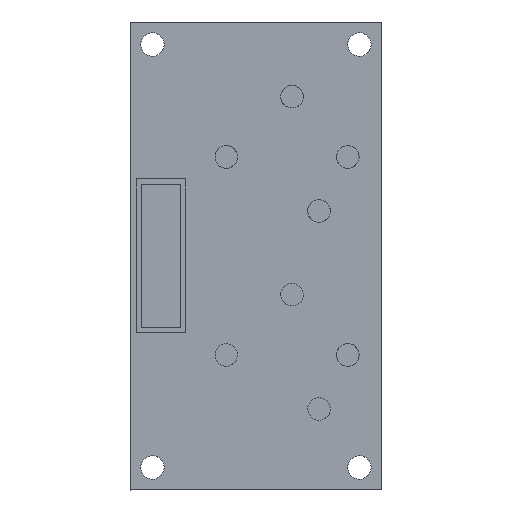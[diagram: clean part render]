
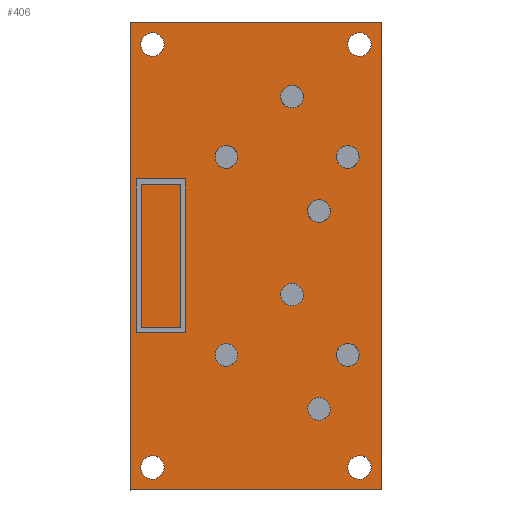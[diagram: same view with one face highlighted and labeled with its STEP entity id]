
A CAD part, top view. The second image highlights one B-rep face of the part: STEP entity #406.
In plain terms, the highlighted planar face has unit normal (0, 0, 1).
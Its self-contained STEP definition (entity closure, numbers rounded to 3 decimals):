
#30=(
BOUNDED_CURVE()
B_SPLINE_CURVE(2,(#1507,#1508,#1509,#1510,#1511,#1512,#1513,#1514,#1515),
 .UNSPECIFIED.,.T.,.F.)
B_SPLINE_CURVE_WITH_KNOTS((3,2,2,2,3),(0.,0.002,0.004,
0.006,0.008),.UNSPECIFIED.)
CURVE()
GEOMETRIC_REPRESENTATION_ITEM()
RATIONAL_B_SPLINE_CURVE((1.,0.707,1.,0.707,1.,0.707,
1.,0.707,1.))
REPRESENTATION_ITEM('')
);
#32=(
BOUNDED_CURVE()
B_SPLINE_CURVE(2,(#1527,#1528,#1529,#1530,#1531,#1532,#1533,#1534,#1535),
 .UNSPECIFIED.,.T.,.F.)
B_SPLINE_CURVE_WITH_KNOTS((3,2,2,2,3),(0.,0.002,0.004,
0.006,0.008),.UNSPECIFIED.)
CURVE()
GEOMETRIC_REPRESENTATION_ITEM()
RATIONAL_B_SPLINE_CURVE((1.,0.707,1.,0.707,1.,0.707,
1.,0.707,1.))
REPRESENTATION_ITEM('')
);
#34=(
BOUNDED_CURVE()
B_SPLINE_CURVE(2,(#1547,#1548,#1549,#1550,#1551,#1552,#1553,#1554,#1555),
 .UNSPECIFIED.,.T.,.F.)
B_SPLINE_CURVE_WITH_KNOTS((3,2,2,2,3),(0.,0.002,0.004,
0.006,0.008),.UNSPECIFIED.)
CURVE()
GEOMETRIC_REPRESENTATION_ITEM()
RATIONAL_B_SPLINE_CURVE((1.,0.707,1.,0.707,1.,0.707,
1.,0.707,1.))
REPRESENTATION_ITEM('')
);
#36=(
BOUNDED_CURVE()
B_SPLINE_CURVE(2,(#1567,#1568,#1569,#1570,#1571,#1572,#1573,#1574,#1575),
 .UNSPECIFIED.,.T.,.F.)
B_SPLINE_CURVE_WITH_KNOTS((3,2,2,2,3),(0.,0.002,0.004,
0.006,0.008),.UNSPECIFIED.)
CURVE()
GEOMETRIC_REPRESENTATION_ITEM()
RATIONAL_B_SPLINE_CURVE((1.,0.707,1.,0.707,1.,0.707,
1.,0.707,1.))
REPRESENTATION_ITEM('')
);
#91=FACE_BOUND('',#526,.T.);
#92=FACE_BOUND('',#527,.T.);
#93=FACE_BOUND('',#528,.T.);
#94=FACE_BOUND('',#529,.T.);
#406=ADVANCED_FACE('',(#463,#91,#92,#93,#94),#958,.T.);
#463=FACE_OUTER_BOUND('',#525,.T.);
#525=EDGE_LOOP('',(#656,#657,#658,#659));
#526=EDGE_LOOP('',(#660));
#527=EDGE_LOOP('',(#661));
#528=EDGE_LOOP('',(#662));
#529=EDGE_LOOP('',(#663));
#656=ORIENTED_EDGE('',*,*,#780,.F.);
#657=ORIENTED_EDGE('',*,*,#781,.F.);
#658=ORIENTED_EDGE('',*,*,#782,.F.);
#659=ORIENTED_EDGE('',*,*,#783,.F.);
#660=ORIENTED_EDGE('',*,*,#798,.F.);
#661=ORIENTED_EDGE('',*,*,#789,.F.);
#662=ORIENTED_EDGE('',*,*,#792,.F.);
#663=ORIENTED_EDGE('',*,*,#795,.F.);
#780=EDGE_CURVE('',#916,#917,#852,.T.);
#781=EDGE_CURVE('',#918,#916,#853,.T.);
#782=EDGE_CURVE('',#919,#918,#854,.T.);
#783=EDGE_CURVE('',#917,#919,#855,.T.);
#789=EDGE_CURVE('',#913,#913,#30,.T.);
#792=EDGE_CURVE('',#914,#914,#32,.T.);
#795=EDGE_CURVE('',#915,#915,#34,.T.);
#798=EDGE_CURVE('',#912,#912,#36,.T.);
#852=B_SPLINE_CURVE_WITH_KNOTS('',1,(#1482,#1483),.UNSPECIFIED.,.F.,.F.,
(2,2),(-0.028,0.),.UNSPECIFIED.);
#853=B_SPLINE_CURVE_WITH_KNOTS('',1,(#1484,#1485),.UNSPECIFIED.,.F.,.F.,
(2,2),(-0.052,0.),.UNSPECIFIED.);
#854=B_SPLINE_CURVE_WITH_KNOTS('',1,(#1486,#1487),.UNSPECIFIED.,.F.,.F.,
(2,2),(-0.028,0.),.UNSPECIFIED.);
#855=B_SPLINE_CURVE_WITH_KNOTS('',1,(#1488,#1489),.UNSPECIFIED.,.F.,.F.,
(2,2),(-0.052,0.),.UNSPECIFIED.);
#912=VERTEX_POINT('',#1466);
#913=VERTEX_POINT('',#1467);
#914=VERTEX_POINT('',#1468);
#915=VERTEX_POINT('',#1469);
#916=VERTEX_POINT('',#1470);
#917=VERTEX_POINT('',#1471);
#918=VERTEX_POINT('',#1472);
#919=VERTEX_POINT('',#1473);
#958=PLANE('',#1093);
#1093=AXIS2_PLACEMENT_3D('',#1449,#1151,$);
#1151=DIRECTION('',(0.,0.,1.));
#1449=CARTESIAN_POINT('',(569.43,559.768,-26.65));
#1466=CARTESIAN_POINT('',(-58.93,-49.292,-26.65));
#1467=CARTESIAN_POINT('',(-35.93,-49.292,-26.65));
#1468=CARTESIAN_POINT('',(-35.93,-96.292,-26.65));
#1469=CARTESIAN_POINT('',(-58.93,-96.292,-26.65));
#1470=CARTESIAN_POINT('',(-33.43,-97.492,-26.65));
#1471=CARTESIAN_POINT('',(-61.43,-97.492,-26.65));
#1472=CARTESIAN_POINT('',(-33.43,-45.492,-26.65));
#1473=CARTESIAN_POINT('',(-61.43,-45.492,-26.65));
#1482=CARTESIAN_POINT('',(-33.43,-97.492,-26.65));
#1483=CARTESIAN_POINT('',(-61.43,-97.492,-26.65));
#1484=CARTESIAN_POINT('',(-33.43,-45.492,-26.65));
#1485=CARTESIAN_POINT('',(-33.43,-97.492,-26.65));
#1486=CARTESIAN_POINT('',(-61.43,-45.492,-26.65));
#1487=CARTESIAN_POINT('',(-33.43,-45.492,-26.65));
#1488=CARTESIAN_POINT('',(-61.43,-97.492,-26.65));
#1489=CARTESIAN_POINT('',(-61.43,-45.492,-26.65));
#1507=CARTESIAN_POINT('',(-35.93,-49.292,-26.65));
#1508=CARTESIAN_POINT('',(-34.63,-49.292,-26.65));
#1509=CARTESIAN_POINT('',(-34.63,-47.992,-26.65));
#1510=CARTESIAN_POINT('',(-34.63,-46.692,-26.65));
#1511=CARTESIAN_POINT('',(-35.93,-46.692,-26.65));
#1512=CARTESIAN_POINT('',(-37.23,-46.692,-26.65));
#1513=CARTESIAN_POINT('',(-37.23,-47.992,-26.65));
#1514=CARTESIAN_POINT('',(-37.23,-49.292,-26.65));
#1515=CARTESIAN_POINT('',(-35.93,-49.292,-26.65));
#1527=CARTESIAN_POINT('',(-35.93,-96.292,-26.65));
#1528=CARTESIAN_POINT('',(-34.63,-96.292,-26.65));
#1529=CARTESIAN_POINT('',(-34.63,-94.992,-26.65));
#1530=CARTESIAN_POINT('',(-34.63,-93.692,-26.65));
#1531=CARTESIAN_POINT('',(-35.93,-93.692,-26.65));
#1532=CARTESIAN_POINT('',(-37.23,-93.692,-26.65));
#1533=CARTESIAN_POINT('',(-37.23,-94.992,-26.65));
#1534=CARTESIAN_POINT('',(-37.23,-96.292,-26.65));
#1535=CARTESIAN_POINT('',(-35.93,-96.292,-26.65));
#1547=CARTESIAN_POINT('',(-58.93,-96.292,-26.65));
#1548=CARTESIAN_POINT('',(-57.63,-96.292,-26.65));
#1549=CARTESIAN_POINT('',(-57.63,-94.992,-26.65));
#1550=CARTESIAN_POINT('',(-57.63,-93.692,-26.65));
#1551=CARTESIAN_POINT('',(-58.93,-93.692,-26.65));
#1552=CARTESIAN_POINT('',(-60.23,-93.692,-26.65));
#1553=CARTESIAN_POINT('',(-60.23,-94.992,-26.65));
#1554=CARTESIAN_POINT('',(-60.23,-96.292,-26.65));
#1555=CARTESIAN_POINT('',(-58.93,-96.292,-26.65));
#1567=CARTESIAN_POINT('',(-58.93,-49.292,-26.65));
#1568=CARTESIAN_POINT('',(-57.63,-49.292,-26.65));
#1569=CARTESIAN_POINT('',(-57.63,-47.992,-26.65));
#1570=CARTESIAN_POINT('',(-57.63,-46.692,-26.65));
#1571=CARTESIAN_POINT('',(-58.93,-46.692,-26.65));
#1572=CARTESIAN_POINT('',(-60.23,-46.692,-26.65));
#1573=CARTESIAN_POINT('',(-60.23,-47.992,-26.65));
#1574=CARTESIAN_POINT('',(-60.23,-49.292,-26.65));
#1575=CARTESIAN_POINT('',(-58.93,-49.292,-26.65));
